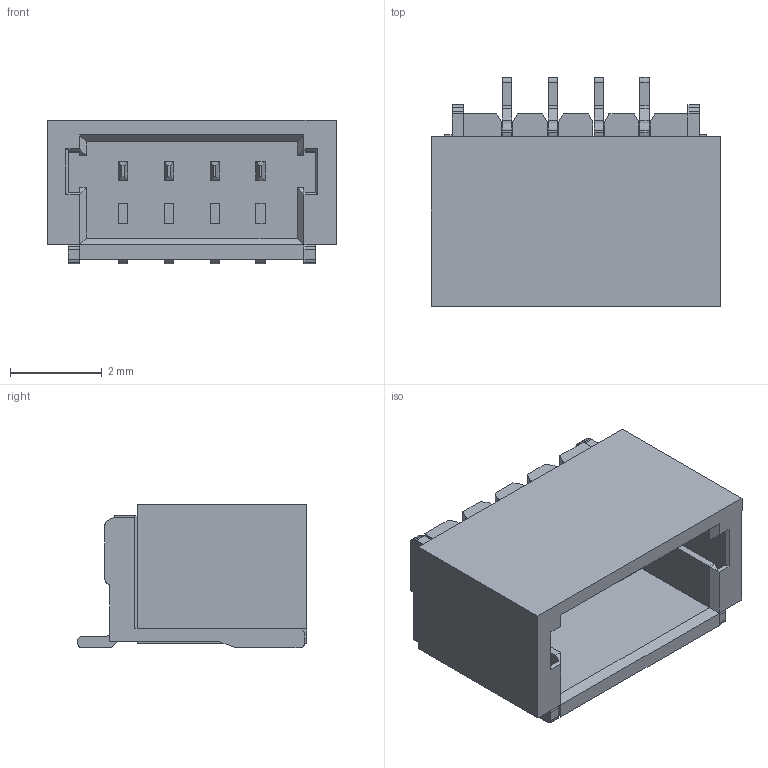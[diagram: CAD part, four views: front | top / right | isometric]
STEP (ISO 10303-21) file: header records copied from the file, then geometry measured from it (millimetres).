
FILE_DESCRIPTION (( 'STEP AP214' ), '1' );
FILE_NAME ('CONN-SMD_HCZZ0032-4.STEP', '2023-10-10T07:44:39', ( '个人用户' ), ( '微软中国' ), 'SwSTEP 2.0', 'SolidWorks 2020', '' );
FILE_SCHEMA (( 'AUTOMOTIVE_DESIGN' ));
Length unit declared in the file: millimetre
Products named in the file (1): CONN-SMD_HCZZ0032-4
Bounding box: 6.31 x 5 x 3.14 mm (x, y, z)
Volume: 45 mm3; surface area: 211.4 mm2
Topology: 1 solids, 1 shells, 473 faces, 1291 edges, 846 vertices
Faces by surface type: plane 335, bspline 98, cylinder 40
Entity records: 20520 total; most frequent: CARTESIAN_POINT 3917, ORIENTED_EDGE 2582, DIRECTION 1925, EDGE_CURVE 1291, VECTOR 1009, LINE 1009, VERTEX_POINT 846, EDGE_LOOP 507
